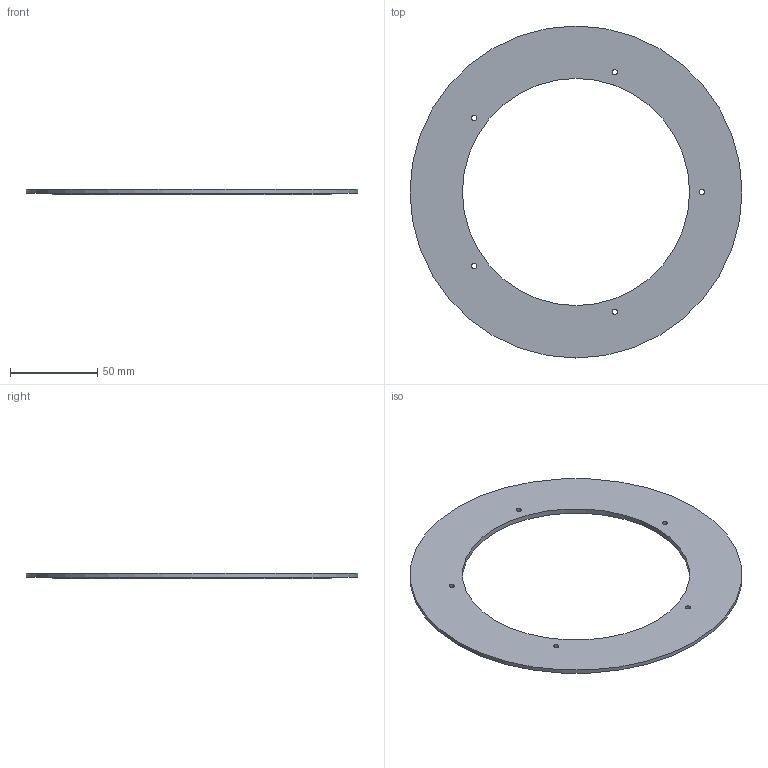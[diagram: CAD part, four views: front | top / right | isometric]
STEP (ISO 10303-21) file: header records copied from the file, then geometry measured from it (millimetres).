
FILE_DESCRIPTION(('FreeCAD Model'),'2;1');
FILE_NAME('Open CASCADE Shape Model','2025-04-18T23:12:58',(''),(''), 'Open CASCADE STEP processor 7.8','FreeCAD','Unknown');
FILE_SCHEMA(('AUTOMOTIVE_DESIGN { 1 0 10303 214 1 1 1 1 }'));
Length unit declared in the file: millimetre
Products named in the file (1): PedalFacingPart
Bounding box: 190 x 190 x 3 mm (x, y, z)
Volume: 38535.6 mm3; surface area: 33170.5 mm2
Topology: 1 solids, 1 shells, 11 faces, 24 edges, 16 vertices
Faces by surface type: cylinder 8, plane 3
Full cylindrical faces by diameter (mm): 3 x5, 130 x1, 160 x1, 190 x1
Entity records: 360 total; most frequent: DIRECTION 64, CARTESIAN_POINT 52, ORIENTED_EDGE 48, AXIS2_PLACEMENT_3D 28, FACE_BOUND 24, EDGE_LOOP 24, EDGE_CURVE 24, VERTEX_POINT 16
